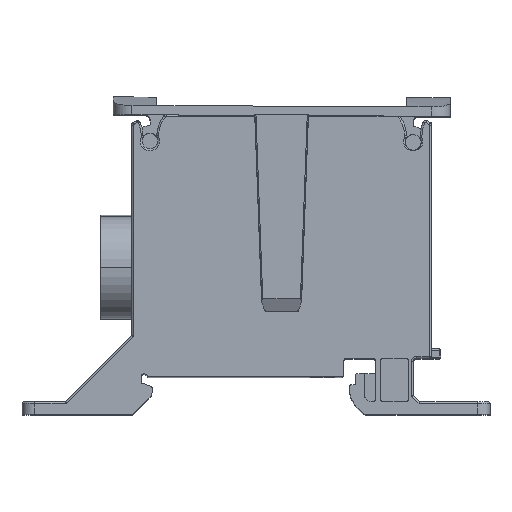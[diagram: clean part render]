
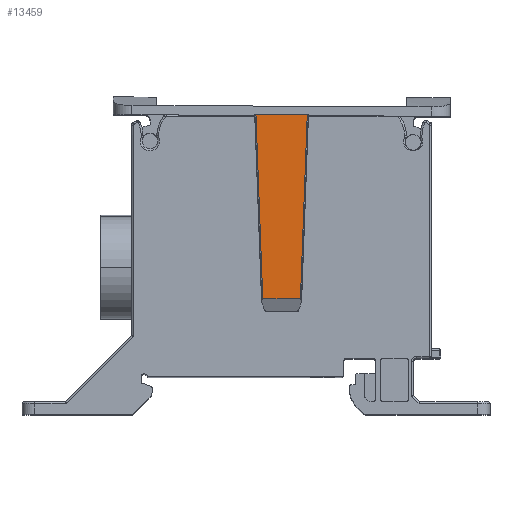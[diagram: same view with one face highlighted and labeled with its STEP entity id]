
A CAD part, top view. The second image highlights one B-rep face of the part: STEP entity #13459.
In plain terms, the highlighted planar face has unit normal (0, 0, 1).
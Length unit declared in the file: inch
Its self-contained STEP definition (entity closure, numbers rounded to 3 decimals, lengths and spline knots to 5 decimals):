
#3809 = CARTESIAN_POINT ( 'NONE',  ( 0.29698, 4.11704, 2.27667 ) ) ;
#4282 = LINE ( 'NONE', #38035, #28510 ) ;
#5244 = ORIENTED_EDGE ( 'NONE', *, *, #41897, .F. ) ;
#6480 = CARTESIAN_POINT ( 'NONE',  ( 0.04389, 1.65354, 2.27667 ) ) ;
#6795 = CARTESIAN_POINT ( 'NONE',  ( 0.20574, 1.65354, 2.27667 ) ) ;
#7855 = LINE ( 'NONE', #3809, #29568 ) ;
#9942 = CARTESIAN_POINT ( 'NONE',  ( 0.04389, 1.03346, 2.27667 ) ) ;
#11173 = VERTEX_POINT ( 'NONE', #25636 ) ;
#12234 = EDGE_LOOP ( 'NONE', ( #30780, #18909, #26027, #5244 ) ) ;
#13323 = PLANE ( 'NONE',  #28351 ) ;
#13459 = ADVANCED_FACE ( 'NONE', ( #30397 ), #13323, .T. ) ;
#18547 = DIRECTION ( 'NONE',  ( -0.037, 0.999, 0. ) ) ;
#18778 = VECTOR ( 'NONE', #18547, 39.37008 ) ;
#18909 = ORIENTED_EDGE ( 'NONE', *, *, #27177, .F. ) ;
#19755 = LINE ( 'NONE', #6480, #24681 ) ;
#20916 = DIRECTION ( 'NONE',  ( -1., 0., 0. ) ) ;
#22571 = CARTESIAN_POINT ( 'NONE',  ( -0.20921, 4.11704, 2.27667 ) ) ;
#23636 = DIRECTION ( 'NONE',  ( 0., 0., 1. ) ) ;
#24681 = VECTOR ( 'NONE', #43424, 39.37008 ) ;
#25636 = CARTESIAN_POINT ( 'NONE',  ( -0.11797, 1.65354, 2.27667 ) ) ;
#26027 = ORIENTED_EDGE ( 'NONE', *, *, #44080, .T. ) ;
#26755 = LINE ( 'NONE', #22571, #18778 ) ;
#27177 = EDGE_CURVE ( 'NONE', #40879, #28854, #7855, .T. ) ;
#27320 = CARTESIAN_POINT ( 'NONE',  ( -0.07495, 0.49213, 2.27667 ) ) ;
#28351 = AXIS2_PLACEMENT_3D ( 'NONE', #9942, #23636, #37381 ) ;
#28510 = VECTOR ( 'NONE', #20916, 39.37008 ) ;
#28854 = VERTEX_POINT ( 'NONE', #40184 ) ;
#29568 = VECTOR ( 'NONE', #38915, 39.37008 ) ;
#30397 = FACE_OUTER_BOUND ( 'NONE', #12234, .T. ) ;
#30780 = ORIENTED_EDGE ( 'NONE', *, *, #32031, .F. ) ;
#32031 = EDGE_CURVE ( 'NONE', #28854, #37710, #4282, .T. ) ;
#37381 = DIRECTION ( 'NONE',  ( 1., 0., 0. ) ) ;
#37710 = VERTEX_POINT ( 'NONE', #27320 ) ;
#38035 = CARTESIAN_POINT ( 'NONE',  ( 0.04389, 0.49213, 2.27667 ) ) ;
#38915 = DIRECTION ( 'NONE',  ( -0.037, -0.999, 0. ) ) ;
#40184 = CARTESIAN_POINT ( 'NONE',  ( 0.16273, 0.49213, 2.27667 ) ) ;
#40879 = VERTEX_POINT ( 'NONE', #6795 ) ;
#41897 = EDGE_CURVE ( 'NONE', #37710, #11173, #26755, .T. ) ;
#43424 = DIRECTION ( 'NONE',  ( -1., 0., 0. ) ) ;
#44080 = EDGE_CURVE ( 'NONE', #40879, #11173, #19755, .T. ) ;
